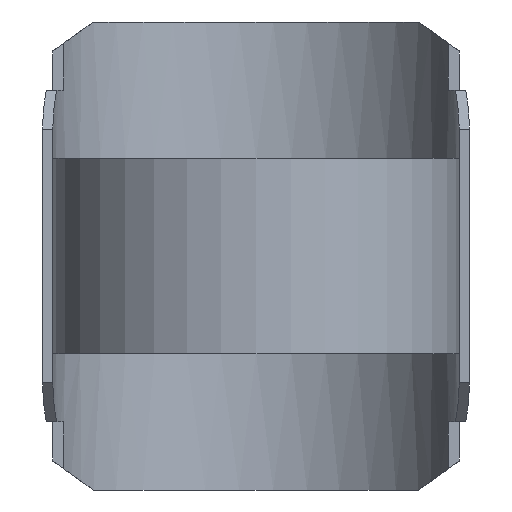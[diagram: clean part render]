
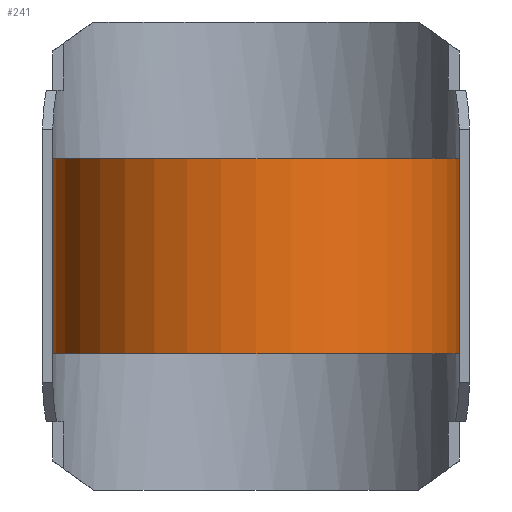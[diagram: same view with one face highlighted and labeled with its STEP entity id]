
A CAD part, front view. The second image highlights one B-rep face of the part: STEP entity #241.
In plain terms, the highlighted cylindrical face has radius 62.5 mm (diameter 125 mm), a partial arc.
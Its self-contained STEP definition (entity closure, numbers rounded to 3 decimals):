
#241 = ADVANCED_FACE( '', ( #641 ), #642, .T. );
#293 = EDGE_CURVE( '', #427, #547, #697, .T. );
#351 = EDGE_CURVE( '', #427, #489, #762, .T. );
#427 = VERTEX_POINT( '', #845 );
#489 = VERTEX_POINT( '', #909 );
#515 = EDGE_CURVE( '', #533, #489, #941, .T. );
#533 = VERTEX_POINT( '', #960 );
#547 = VERTEX_POINT( '', #976 );
#553 = EDGE_CURVE( '', #547, #533, #983, .T. );
#641 = FACE_OUTER_BOUND( '', #1073, .T. );
#642 = CYLINDRICAL_SURFACE( '', #1074, 62.5 );
#697 = LINE( '', #1153, #1154 );
#762 = CIRCLE( '', #1271, 62.5 );
#845 = CARTESIAN_POINT( '', ( -62.5, 0., 30. ) );
#909 = CARTESIAN_POINT( '', ( 62.5, 0., 30. ) );
#941 = LINE( '', #1668, #1669 );
#960 = CARTESIAN_POINT( '', ( 62.5, 0., -30. ) );
#976 = CARTESIAN_POINT( '', ( -62.5, 0., -30. ) );
#983 = CIRCLE( '', #1722, 62.5 );
#1073 = EDGE_LOOP( '', ( #1843, #1844, #1845, #1846 ) );
#1074 = AXIS2_PLACEMENT_3D( '', #1847, #1848, #1849 );
#1153 = CARTESIAN_POINT( '', ( -62.5, 0., 0. ) );
#1154 = VECTOR( '', #1905, 1. );
#1271 = AXIS2_PLACEMENT_3D( '', #1983, #1984, #1985 );
#1668 = CARTESIAN_POINT( '', ( 62.5, 0., 0. ) );
#1669 = VECTOR( '', #2168, 1. );
#1722 = AXIS2_PLACEMENT_3D( '', #2211, #2212, #2213 );
#1843 = ORIENTED_EDGE( '', *, *, #515, .T. );
#1844 = ORIENTED_EDGE( '', *, *, #351, .F. );
#1845 = ORIENTED_EDGE( '', *, *, #293, .T. );
#1846 = ORIENTED_EDGE( '', *, *, #553, .T. );
#1847 = CARTESIAN_POINT( '', ( 0., 0., 30. ) );
#1848 = DIRECTION( '', ( 0., 0., 1. ) );
#1849 = DIRECTION( '', ( 1., 0., 0. ) );
#1905 = DIRECTION( '', ( 0., 0., -1. ) );
#1983 = CARTESIAN_POINT( '', ( 0., 0., 30. ) );
#1984 = DIRECTION( '', ( 0., 0., 1. ) );
#1985 = DIRECTION( '', ( 1., 0., 0. ) );
#2168 = DIRECTION( '', ( 0., 0., 1. ) );
#2211 = CARTESIAN_POINT( '', ( 0., 0., -30. ) );
#2212 = DIRECTION( '', ( 0., 0., 1. ) );
#2213 = DIRECTION( '', ( 1., 0., 0. ) );
